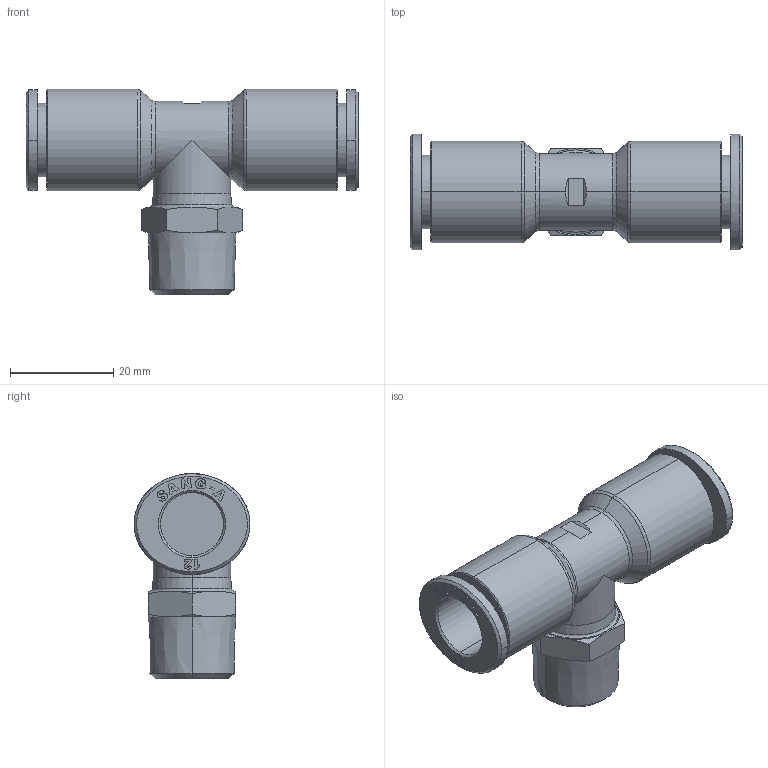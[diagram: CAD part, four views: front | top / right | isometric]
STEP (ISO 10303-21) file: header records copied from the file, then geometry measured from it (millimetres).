
FILE_DESCRIPTION((''),'2;1');
FILE_NAME('GPT 1203(3D).stp','2012-12-26T18:56:05',(''),(''),'Mechanical Desktop.R8.0.24.0','Mechanical Desktop.R8.0.24.0',', , ');
FILE_SCHEMA(('CONFIG_CONTROL_DESIGN'));
Length unit declared in the file: millimetre
Products named in the file (3): GPT 1203(3D); ºÎÇ°1; RM_SDB
Assembly tree (2 placements, depth 2):
  GPT 1203(3D)
    ºÎÇ°1
    RM_SDB
Bounding box: 64.4 x 22.5 x 39.85 mm (x, y, z)
Volume: 15523 mm3; surface area: 8516.6 mm2
Topology: 1 solids, 1 shells, 771 faces, 2174 edges, 1431 vertices
Faces by surface type: plane 683, cone 42, bspline 22, cylinder 20, torus 4
Entity records: 25639 total; most frequent: CARTESIAN_POINT 5703, ORIENTED_EDGE 4344, DIRECTION 3726, EDGE_CURVE 2172, VECTOR 2006, LINE 2006, VERTEX_POINT 1431, AXIS2_PLACEMENT_3D 860
